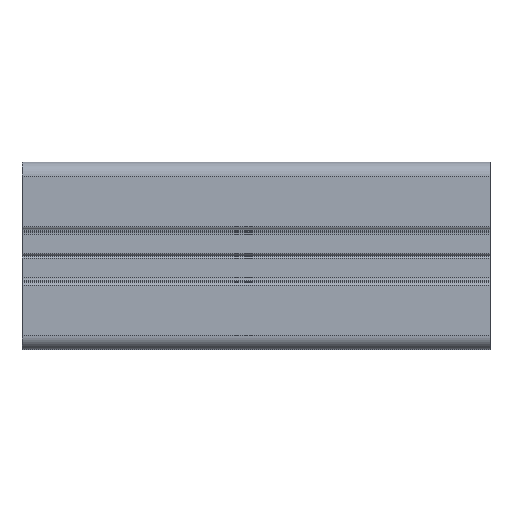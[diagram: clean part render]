
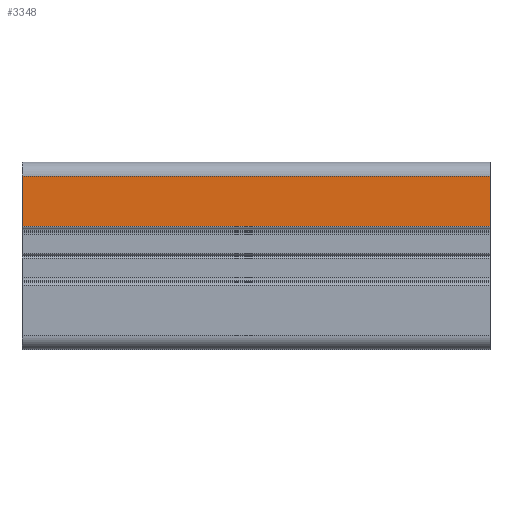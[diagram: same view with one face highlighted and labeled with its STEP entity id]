
A CAD part, top view. The second image highlights one B-rep face of the part: STEP entity #3348.
In plain terms, the highlighted planar face has unit normal (0, 0, 1).
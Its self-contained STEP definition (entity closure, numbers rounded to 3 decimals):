
#245 = EDGE_CURVE ( 'NONE', #6460, #296, #4718, .T. ) ;
#296 = VERTEX_POINT ( 'NONE', #7047 ) ;
#439 = PLANE ( 'NONE',  #8145 ) ;
#602 = CARTESIAN_POINT ( 'NONE',  ( 59.184, 71.898, 20. ) ) ;
#1216 = LINE ( 'NONE', #5876, #4380 ) ;
#1354 = FACE_OUTER_BOUND ( 'NONE', #5382, .T. ) ;
#1814 = VECTOR ( 'NONE', #7294, 1000. ) ;
#2298 = DIRECTION ( 'NONE',  ( 0., -1., 0. ) ) ;
#2340 = DIRECTION ( 'NONE',  ( -1., 0., 0. ) ) ;
#2453 = CARTESIAN_POINT ( 'NONE',  ( 59.184, 61.198, 20. ) ) ;
#2510 = CARTESIAN_POINT ( 'NONE',  ( 59.184, 61.198, 20. ) ) ;
#2723 = EDGE_CURVE ( 'NONE', #3548, #6460, #1216, .T. ) ;
#3009 = DIRECTION ( 'NONE',  ( -1., 0., 0. ) ) ;
#3026 = VERTEX_POINT ( 'NONE', #3782 ) ;
#3254 = ORIENTED_EDGE ( 'NONE', *, *, #7475, .T. ) ;
#3348 = ADVANCED_FACE ( 'NONE', ( #1354 ), #439, .F. ) ;
#3505 = CARTESIAN_POINT ( 'NONE',  ( 59.184, 71.898, 20. ) ) ;
#3548 = VERTEX_POINT ( 'NONE', #602 ) ;
#3701 = DIRECTION ( 'NONE',  ( 0., 0., -1. ) ) ;
#3782 = CARTESIAN_POINT ( 'NONE',  ( -40.816, 71.898, 20. ) ) ;
#4111 = VECTOR ( 'NONE', #3009, 1000. ) ;
#4380 = VECTOR ( 'NONE', #7753, 1000. ) ;
#4718 = LINE ( 'NONE', #2453, #4111 ) ;
#4785 = LINE ( 'NONE', #3505, #1814 ) ;
#4875 = CARTESIAN_POINT ( 'NONE',  ( 59.184, 71.898, 20. ) ) ;
#4954 = ORIENTED_EDGE ( 'NONE', *, *, #2723, .F. ) ;
#5132 = VECTOR ( 'NONE', #2298, 1000. ) ;
#5382 = EDGE_LOOP ( 'NONE', ( #3254, #6028, #4954, #7246 ) ) ;
#5876 = CARTESIAN_POINT ( 'NONE',  ( 59.184, 71.898, 20. ) ) ;
#6028 = ORIENTED_EDGE ( 'NONE', *, *, #245, .F. ) ;
#6323 = LINE ( 'NONE', #7973, #5132 ) ;
#6460 = VERTEX_POINT ( 'NONE', #2510 ) ;
#7047 = CARTESIAN_POINT ( 'NONE',  ( -40.816, 61.198, 20. ) ) ;
#7246 = ORIENTED_EDGE ( 'NONE', *, *, #7369, .T. ) ;
#7294 = DIRECTION ( 'NONE',  ( -1., 0., 0. ) ) ;
#7369 = EDGE_CURVE ( 'NONE', #3548, #3026, #4785, .T. ) ;
#7475 = EDGE_CURVE ( 'NONE', #3026, #296, #6323, .T. ) ;
#7753 = DIRECTION ( 'NONE',  ( 0., -1., 0. ) ) ;
#7973 = CARTESIAN_POINT ( 'NONE',  ( -40.816, 71.898, 20. ) ) ;
#8145 = AXIS2_PLACEMENT_3D ( 'NONE', #4875, #3701, #2340 ) ;
